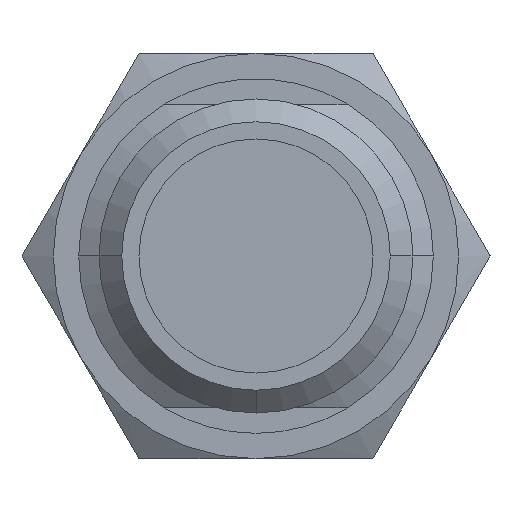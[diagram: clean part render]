
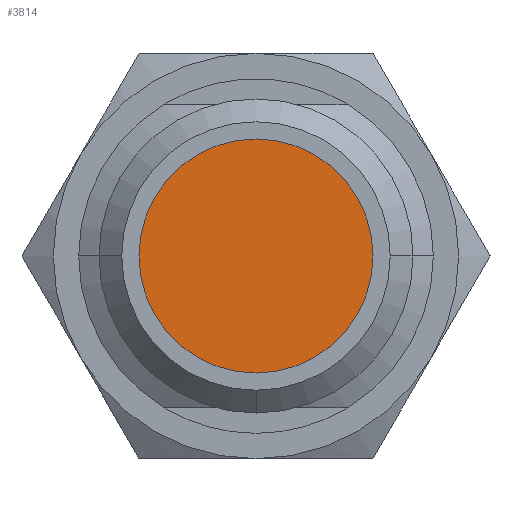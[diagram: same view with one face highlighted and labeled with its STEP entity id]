
A CAD part, left-side view. The second image highlights one B-rep face of the part: STEP entity #3814.
In plain terms, the highlighted planar face has unit normal (-1, 0, 0).
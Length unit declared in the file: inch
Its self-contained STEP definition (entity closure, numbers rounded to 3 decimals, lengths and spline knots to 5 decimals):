
#116 = CIRCLE ( 'NONE', #1441, 0.09094 ) ;
#337 = EDGE_CURVE ( 'NONE', #5352, #5280, #2238, .T. ) ;
#641 = DIRECTION ( 'NONE',  ( -1., 0., 0. ) ) ;
#704 = CARTESIAN_POINT ( 'NONE',  ( 0.07677, 0., 0. ) ) ;
#1080 = DIRECTION ( 'NONE',  ( 0., 0., 1. ) ) ;
#1250 = DIRECTION ( 'NONE',  ( 0., 0., 1. ) ) ;
#1254 = AXIS2_PLACEMENT_3D ( 'NONE', #704, #3266, #1250 ) ;
#1326 = AXIS2_PLACEMENT_3D ( 'NONE', #5051, #4611, #4128 ) ;
#1441 = AXIS2_PLACEMENT_3D ( 'NONE', #2489, #641, #1080 ) ;
#1467 = EDGE_CURVE ( 'NONE', #5280, #5091, #116, .T. ) ;
#1491 = CARTESIAN_POINT ( 'NONE',  ( 0.07677, 0., 0.09094 ) ) ;
#1515 = AXIS2_PLACEMENT_3D ( 'NONE', #5935, #5002, #1585 ) ;
#1585 = DIRECTION ( 'NONE',  ( 0., 0., 1. ) ) ;
#2238 = CIRCLE ( 'NONE', #1326, 0.09094 ) ;
#2489 = CARTESIAN_POINT ( 'NONE',  ( 0.07677, 0., 0. ) ) ;
#3005 = EDGE_LOOP ( 'NONE', ( #4438, #5789, #4575 ) ) ;
#3051 = FACE_OUTER_BOUND ( 'NONE', #3005, .T. ) ;
#3112 = PLANE ( 'NONE',  #1515 ) ;
#3191 = CIRCLE ( 'NONE', #1254, 0.09094 ) ;
#3266 = DIRECTION ( 'NONE',  ( -1., 0., 0. ) ) ;
#3814 = ADVANCED_FACE ( 'NONE', ( #3051 ), #3112, .T. ) ;
#4128 = DIRECTION ( 'NONE',  ( 0., 0., 1. ) ) ;
#4368 = CARTESIAN_POINT ( 'NONE',  ( 0.07677, -0.09094, 0. ) ) ;
#4438 = ORIENTED_EDGE ( 'NONE', *, *, #4579, .T. ) ;
#4548 = CARTESIAN_POINT ( 'NONE',  ( 0.07677, 0.09094, 0. ) ) ;
#4575 = ORIENTED_EDGE ( 'NONE', *, *, #1467, .T. ) ;
#4579 = EDGE_CURVE ( 'NONE', #5091, #5352, #3191, .T. ) ;
#4611 = DIRECTION ( 'NONE',  ( -1., 0., 0. ) ) ;
#5002 = DIRECTION ( 'NONE',  ( -1., 0., 0. ) ) ;
#5051 = CARTESIAN_POINT ( 'NONE',  ( 0.07677, 0., 0. ) ) ;
#5091 = VERTEX_POINT ( 'NONE', #4548 ) ;
#5280 = VERTEX_POINT ( 'NONE', #1491 ) ;
#5352 = VERTEX_POINT ( 'NONE', #4368 ) ;
#5789 = ORIENTED_EDGE ( 'NONE', *, *, #337, .T. ) ;
#5935 = CARTESIAN_POINT ( 'NONE',  ( 0.07677, 0., 0. ) ) ;
